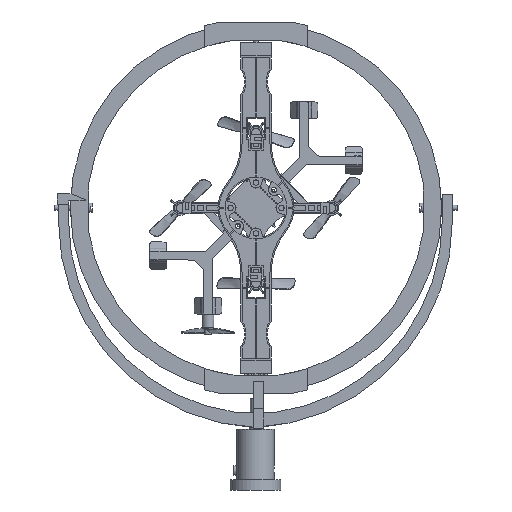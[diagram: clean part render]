
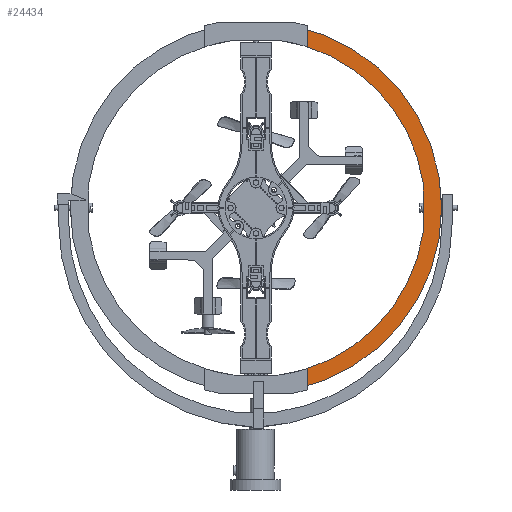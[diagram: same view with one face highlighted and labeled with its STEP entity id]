
A CAD part, left-side view. The second image highlights one B-rep face of the part: STEP entity #24434.
In plain terms, the highlighted face is planar.
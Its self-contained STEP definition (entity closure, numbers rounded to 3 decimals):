
#1188=CIRCLE('',#26145,100.);
#1189=CIRCLE('',#26146,100.);
#1190=CIRCLE('',#26147,109.9);
#1191=CIRCLE('',#26148,109.9);
#1192=CIRCLE('',#26149,109.9);
#2020=FACE_OUTER_BOUND('',#3381,.T.);
#3381=EDGE_LOOP('',(#16474,#16475,#16476,#16477,#16478,#16479,#16480,#16481,
#16482,#16483,#16484,#16485,#16486,#16487));
#5003=LINE('',#35662,#7653);
#5004=LINE('',#35666,#7654);
#5005=LINE('',#35670,#7655);
#5006=LINE('',#35674,#7656);
#5007=LINE('',#35676,#7657);
#5008=LINE('',#35678,#7658);
#5009=LINE('',#35682,#7659);
#5010=LINE('',#35684,#7660);
#5011=LINE('',#35686,#7661);
#7653=VECTOR('',#28540,10.);
#7654=VECTOR('',#28543,10.);
#7655=VECTOR('',#28546,10.);
#7656=VECTOR('',#28549,10.);
#7657=VECTOR('',#28550,10.);
#7658=VECTOR('',#28551,10.);
#7659=VECTOR('',#28554,10.);
#7660=VECTOR('',#28555,10.);
#7661=VECTOR('',#28556,10.);
#10292=VERTEX_POINT('',#35660);
#10293=VERTEX_POINT('',#35661);
#10294=VERTEX_POINT('',#35663);
#10295=VERTEX_POINT('',#35665);
#10296=VERTEX_POINT('',#35667);
#10297=VERTEX_POINT('',#35669);
#10298=VERTEX_POINT('',#35671);
#10299=VERTEX_POINT('',#35673);
#10300=VERTEX_POINT('',#35675);
#10301=VERTEX_POINT('',#35677);
#10302=VERTEX_POINT('',#35679);
#10303=VERTEX_POINT('',#35681);
#10304=VERTEX_POINT('',#35683);
#10305=VERTEX_POINT('',#35685);
#12734=EDGE_CURVE('',#10292,#10293,#5003,.T.);
#12735=EDGE_CURVE('',#10293,#10294,#1188,.T.);
#12736=EDGE_CURVE('',#10294,#10295,#5004,.T.);
#12737=EDGE_CURVE('',#10295,#10296,#1189,.T.);
#12738=EDGE_CURVE('',#10296,#10297,#5005,.T.);
#12739=EDGE_CURVE('',#10297,#10298,#1190,.T.);
#12740=EDGE_CURVE('',#10298,#10299,#5006,.T.);
#12741=EDGE_CURVE('',#10299,#10300,#5007,.T.);
#12742=EDGE_CURVE('',#10300,#10301,#5008,.T.);
#12743=EDGE_CURVE('',#10301,#10302,#1191,.T.);
#12744=EDGE_CURVE('',#10302,#10303,#5009,.T.);
#12745=EDGE_CURVE('',#10303,#10304,#5010,.T.);
#12746=EDGE_CURVE('',#10304,#10305,#5011,.T.);
#12747=EDGE_CURVE('',#10305,#10292,#1192,.T.);
#16474=ORIENTED_EDGE('',*,*,#12734,.T.);
#16475=ORIENTED_EDGE('',*,*,#12735,.T.);
#16476=ORIENTED_EDGE('',*,*,#12736,.T.);
#16477=ORIENTED_EDGE('',*,*,#12737,.T.);
#16478=ORIENTED_EDGE('',*,*,#12738,.T.);
#16479=ORIENTED_EDGE('',*,*,#12739,.T.);
#16480=ORIENTED_EDGE('',*,*,#12740,.T.);
#16481=ORIENTED_EDGE('',*,*,#12741,.T.);
#16482=ORIENTED_EDGE('',*,*,#12742,.T.);
#16483=ORIENTED_EDGE('',*,*,#12743,.T.);
#16484=ORIENTED_EDGE('',*,*,#12744,.T.);
#16485=ORIENTED_EDGE('',*,*,#12745,.T.);
#16486=ORIENTED_EDGE('',*,*,#12746,.T.);
#16487=ORIENTED_EDGE('',*,*,#12747,.T.);
#23481=PLANE('',#26144);
#24434=ADVANCED_FACE('',(#2020),#23481,.F.);
#26144=AXIS2_PLACEMENT_3D('',#35659,#28538,#28539);
#26145=AXIS2_PLACEMENT_3D('',#35664,#28541,#28542);
#26146=AXIS2_PLACEMENT_3D('',#35668,#28544,#28545);
#26147=AXIS2_PLACEMENT_3D('',#35672,#28547,#28548);
#26148=AXIS2_PLACEMENT_3D('',#35680,#28552,#28553);
#26149=AXIS2_PLACEMENT_3D('',#35687,#28557,#28558);
#28538=DIRECTION('center_axis',(0.,0.,1.));
#28539=DIRECTION('ref_axis',(1.,0.,0.));
#28540=DIRECTION('',(0.,-1.,0.));
#28541=DIRECTION('center_axis',(0.,0.,1.));
#28542=DIRECTION('ref_axis',(1.,0.,0.));
#28543=DIRECTION('',(0.,-1.,0.));
#28544=DIRECTION('center_axis',(0.,0.,1.));
#28545=DIRECTION('ref_axis',(1.,0.,0.));
#28546=DIRECTION('',(0.,-1.,0.));
#28547=DIRECTION('center_axis',(0.,0.,-1.));
#28548=DIRECTION('ref_axis',(1.,0.,0.));
#28549=DIRECTION('',(0.,1.,0.));
#28550=DIRECTION('',(-1.,0.,0.));
#28551=DIRECTION('',(0.,-1.,0.));
#28552=DIRECTION('center_axis',(0.,0.,-1.));
#28553=DIRECTION('ref_axis',(1.,0.,0.));
#28554=DIRECTION('',(0.,-1.,0.));
#28555=DIRECTION('',(1.,0.,0.));
#28556=DIRECTION('',(0.,1.,0.));
#28557=DIRECTION('center_axis',(0.,0.,-1.));
#28558=DIRECTION('ref_axis',(1.,0.,0.));
#35659=CARTESIAN_POINT('Origin',(-61.45,0.,-4.05));
#35660=CARTESIAN_POINT('',(-13.,109.128,-4.05));
#35661=CARTESIAN_POINT('',(-13.,99.151,-4.05));
#35662=CARTESIAN_POINT('',(-13.,99.151,-4.05));
#35663=CARTESIAN_POINT('',(-99.,14.107,-4.05));
#35664=CARTESIAN_POINT('Origin',(0.,0.,-4.05));
#35665=CARTESIAN_POINT('',(-99.,-14.107,-4.05));
#35666=CARTESIAN_POINT('',(-99.,14.107,-4.05));
#35667=CARTESIAN_POINT('',(-13.,-99.151,-4.05));
#35668=CARTESIAN_POINT('Origin',(0.,0.,-4.05));
#35669=CARTESIAN_POINT('',(-13.,-109.128,-4.05));
#35670=CARTESIAN_POINT('',(-13.,-99.151,-4.05));
#35671=CARTESIAN_POINT('',(-21.,-107.875,-4.05));
#35672=CARTESIAN_POINT('Origin',(0.,0.,-4.05));
#35673=CARTESIAN_POINT('',(-21.,-102.875,-4.05));
#35674=CARTESIAN_POINT('',(-21.,-102.875,-4.05));
#35675=CARTESIAN_POINT('',(-22.7,-102.875,-4.05));
#35676=CARTESIAN_POINT('',(-22.7,-102.875,-4.05));
#35677=CARTESIAN_POINT('',(-22.7,-107.53,-4.05));
#35678=CARTESIAN_POINT('',(-22.7,-107.53,-4.05));
#35679=CARTESIAN_POINT('',(-22.7,107.53,-4.05));
#35680=CARTESIAN_POINT('Origin',(0.,0.,-4.05));
#35681=CARTESIAN_POINT('',(-22.7,102.875,-4.05));
#35682=CARTESIAN_POINT('',(-22.7,107.53,-4.05));
#35683=CARTESIAN_POINT('',(-21.,102.875,-4.05));
#35684=CARTESIAN_POINT('',(-22.7,102.875,-4.05));
#35685=CARTESIAN_POINT('',(-21.,107.875,-4.05));
#35686=CARTESIAN_POINT('',(-21.,102.875,-4.05));
#35687=CARTESIAN_POINT('Origin',(0.,0.,-4.05));
